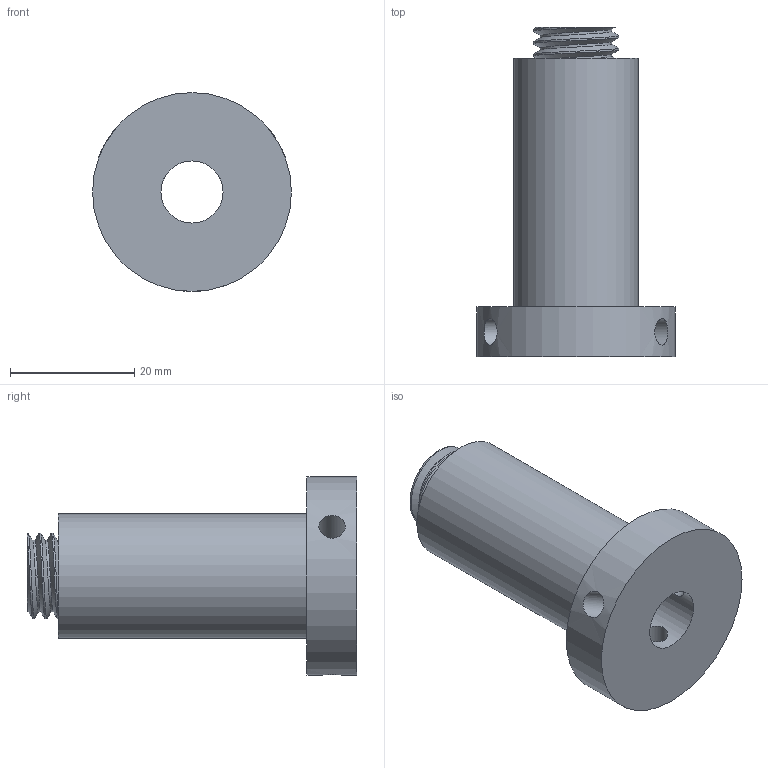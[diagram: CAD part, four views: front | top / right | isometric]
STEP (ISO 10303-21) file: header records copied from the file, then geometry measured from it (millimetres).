
FILE_DESCRIPTION(/* description */ (''),/* implementation_level */ '2;1');
FILE_NAME(/* name */ 'Axe_galet_10mm v2.step',/* time_stamp */ '2023-02-11T13:48:49+01:00',/* author */ (''),/* organization */ (''),/* preprocessor_version */ 'ST-DEVELOPER v19.2',/* originating_system */ 'Autodesk Translation Framework v11.17.0.187',/* authorisation */ '');
FILE_SCHEMA (('AUTOMOTIVE_DESIGN { 1 0 10303 214 3 1 1 }'));
Length unit declared in the file: millimetre
Products named in the file (1): Axe_galet_10mm
Bounding box: 32 x 53 x 32 mm (x, y, z)
Volume: 14997.6 mm3; surface area: 7123.8 mm2
Topology: 1 solids, 1 shells, 19 faces, 51 edges, 36 vertices
Faces by surface type: cylinder 13, plane 4, bspline 2
Full cylindrical faces by diameter (mm): 4.234 x3, 10 x1, 11.534 x1, 13.822 x2, 20 x1, 32 x1
Entity records: 1834 total; most frequent: CARTESIAN_POINT 1355, ORIENTED_EDGE 102, DIRECTION 67, EDGE_CURVE 51, VERTEX_POINT 36, B_SPLINE_CURVE_WITH_KNOTS 30, EDGE_LOOP 29, AXIS2_PLACEMENT_3D 28
